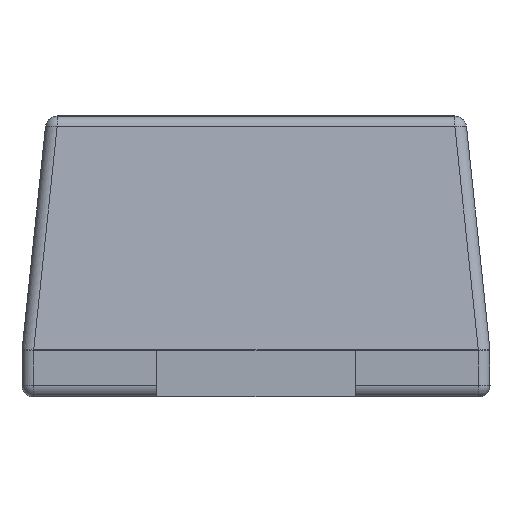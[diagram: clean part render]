
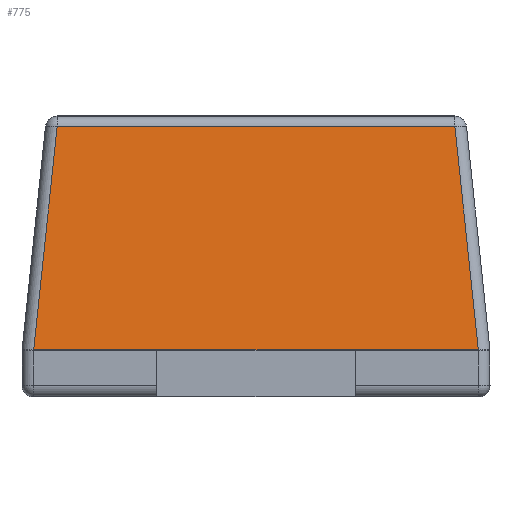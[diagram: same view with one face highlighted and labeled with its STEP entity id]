
A CAD part, left-side view. The second image highlights one B-rep face of the part: STEP entity #775.
In plain terms, the highlighted planar face has unit normal (-0.995, 0, 0.104).
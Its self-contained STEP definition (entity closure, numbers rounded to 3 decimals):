
#123=FACE_OUTER_BOUND('',#177,.T.);
#177=EDGE_LOOP('',(#554,#555,#556,#557));
#242=LINE('',#1233,#308);
#243=LINE('',#1235,#309);
#244=LINE('',#1237,#310);
#245=LINE('',#1238,#311);
#308=VECTOR('',#981,1.);
#309=VECTOR('',#982,1.);
#310=VECTOR('',#983,1.);
#311=VECTOR('',#984,1.);
#368=VERTEX_POINT('',#1231);
#369=VERTEX_POINT('',#1232);
#370=VERTEX_POINT('',#1234);
#371=VERTEX_POINT('',#1236);
#434=EDGE_CURVE('',#368,#369,#242,.T.);
#435=EDGE_CURVE('',#370,#368,#243,.T.);
#436=EDGE_CURVE('',#370,#371,#244,.T.);
#437=EDGE_CURVE('',#371,#369,#245,.T.);
#554=ORIENTED_EDGE('',*,*,#434,.F.);
#555=ORIENTED_EDGE('',*,*,#435,.F.);
#556=ORIENTED_EDGE('',*,*,#436,.T.);
#557=ORIENTED_EDGE('',*,*,#437,.T.);
#753=PLANE('',#858);
#775=ADVANCED_FACE('',(#123),#753,.T.);
#858=AXIS2_PLACEMENT_3D('',#1230,#979,#980);
#979=DIRECTION('center_axis',(-0.995,0.,0.105));
#980=DIRECTION('ref_axis',(0.,1.,0.));
#981=DIRECTION('',(0.104,-0.104,0.989));
#982=DIRECTION('',(0.,1.,0.));
#983=DIRECTION('',(0.104,0.104,0.989));
#984=DIRECTION('',(0.,1.,0.));
#1230=CARTESIAN_POINT('Origin',(0.,0.,0.2));
#1231=CARTESIAN_POINT('',(0.,1.95,0.203));
#1232=CARTESIAN_POINT('',(0.1,1.85,1.155));
#1233=CARTESIAN_POINT('',(-0.001,1.951,0.195));
#1234=CARTESIAN_POINT('',(0.,0.05,0.203));
#1235=CARTESIAN_POINT('',(0.,0.,0.203));
#1236=CARTESIAN_POINT('',(0.1,0.15,1.155));
#1237=CARTESIAN_POINT('',(-0.001,0.049,0.195));
#1238=CARTESIAN_POINT('',(0.1,0.105,1.155));
